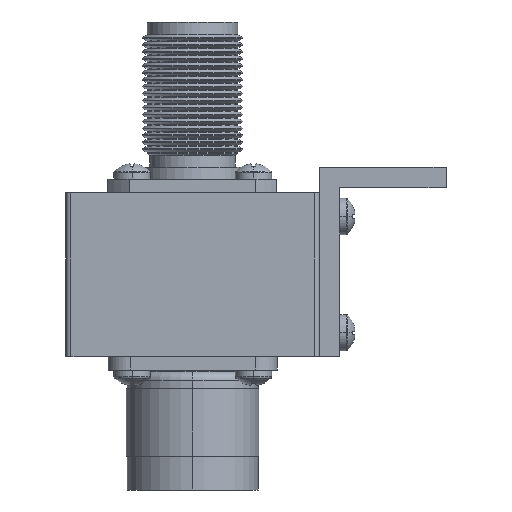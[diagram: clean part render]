
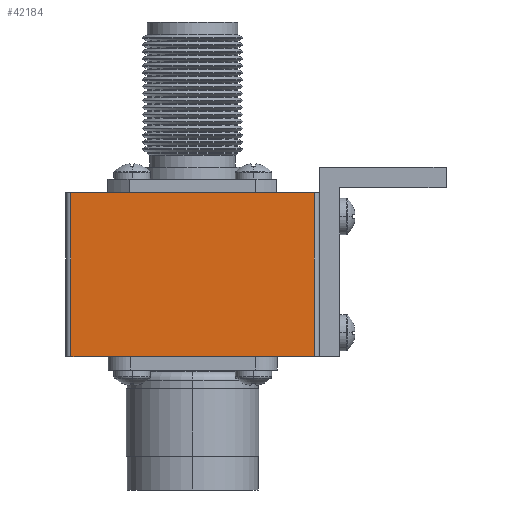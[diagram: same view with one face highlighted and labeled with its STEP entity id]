
A CAD part, front view. The second image highlights one B-rep face of the part: STEP entity #42184.
In plain terms, the highlighted planar face has unit normal (0, -1, 0).
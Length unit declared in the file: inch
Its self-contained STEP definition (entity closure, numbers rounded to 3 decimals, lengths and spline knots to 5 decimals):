
#4298 = ORIENTED_EDGE ( 'NONE', *, *, #75100, .T. ) ;
#5471 = LINE ( 'NONE', #55171, #46444 ) ;
#6223 = DIRECTION ( 'NONE',  ( 0., 0., -1. ) ) ;
#6578 = VECTOR ( 'NONE', #6223, 39.37008 ) ;
#10148 = VERTEX_POINT ( 'NONE', #57938 ) ;
#12443 = CARTESIAN_POINT ( 'NONE',  ( 0., 0., 0.97 ) ) ;
#12888 = VECTOR ( 'NONE', #25913, 39.37008 ) ;
#13126 = EDGE_CURVE ( 'NONE', #14385, #16009, #29438, .T. ) ;
#14385 = VERTEX_POINT ( 'NONE', #15000 ) ;
#15000 = CARTESIAN_POINT ( 'NONE',  ( 1.47, 0., 0. ) ) ;
#16009 = VERTEX_POINT ( 'NONE', #60855 ) ;
#16233 = ORIENTED_EDGE ( 'NONE', *, *, #31460, .F. ) ;
#25913 = DIRECTION ( 'NONE',  ( 1., 0., 0. ) ) ;
#29438 = LINE ( 'NONE', #48421, #61872 ) ;
#31460 = EDGE_CURVE ( 'NONE', #51769, #16009, #62322, .T. ) ;
#36204 = DIRECTION ( 'NONE',  ( 1., 0., 0. ) ) ;
#37109 = DIRECTION ( 'NONE',  ( 0., 1., 0. ) ) ;
#42184 = ADVANCED_FACE ( 'NONE', ( #67829 ), #61378, .F. ) ;
#42478 = ORIENTED_EDGE ( 'NONE', *, *, #13126, .T. ) ;
#44344 = DIRECTION ( 'NONE',  ( 0., 0., 1. ) ) ;
#46444 = VECTOR ( 'NONE', #36204, 39.37008 ) ;
#47975 = ORIENTED_EDGE ( 'NONE', *, *, #59092, .T. ) ;
#48421 = CARTESIAN_POINT ( 'NONE',  ( 1.47, 0., 0.97 ) ) ;
#51361 = CARTESIAN_POINT ( 'NONE',  ( 0., 0., 0.97 ) ) ;
#51769 = VERTEX_POINT ( 'NONE', #65141 ) ;
#55171 = CARTESIAN_POINT ( 'NONE',  ( 0., 0., 0. ) ) ;
#57938 = CARTESIAN_POINT ( 'NONE',  ( 0.03, 0., 0. ) ) ;
#59092 = EDGE_CURVE ( 'NONE', #51769, #10148, #62804, .T. ) ;
#60855 = CARTESIAN_POINT ( 'NONE',  ( 1.47, 0., 0.97 ) ) ;
#61378 = PLANE ( 'NONE',  #75479 ) ;
#61872 = VECTOR ( 'NONE', #73491, 39.37008 ) ;
#62322 = LINE ( 'NONE', #51361, #12888 ) ;
#62804 = LINE ( 'NONE', #79767, #6578 ) ;
#65141 = CARTESIAN_POINT ( 'NONE',  ( 0.03, 0., 0.97 ) ) ;
#66941 = EDGE_LOOP ( 'NONE', ( #4298, #42478, #16233, #47975 ) ) ;
#67829 = FACE_OUTER_BOUND ( 'NONE', #66941, .T. ) ;
#73491 = DIRECTION ( 'NONE',  ( 0., 0., 1. ) ) ;
#75100 = EDGE_CURVE ( 'NONE', #10148, #14385, #5471, .T. ) ;
#75479 = AXIS2_PLACEMENT_3D ( 'NONE', #12443, #37109, #44344 ) ;
#79767 = CARTESIAN_POINT ( 'NONE',  ( 0.03, 0., 0.97 ) ) ;
